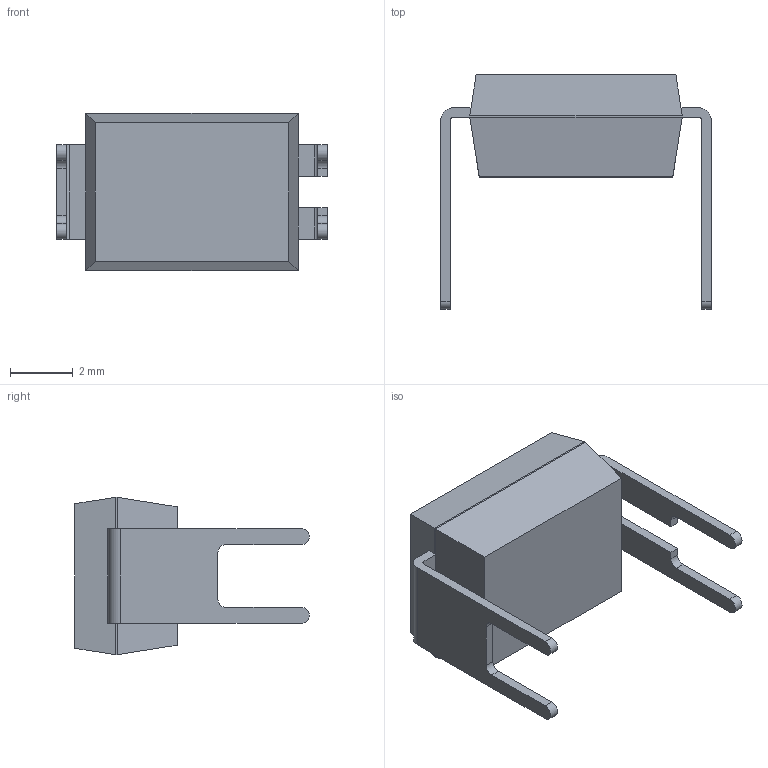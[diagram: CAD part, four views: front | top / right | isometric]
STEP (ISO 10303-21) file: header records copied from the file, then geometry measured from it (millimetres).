
FILE_DESCRIPTION(/* description */ ('TRANSISTOR DE POTENCIA MOSFFET'),/* implementation_level */ '2;1');
FILE_NAME(/* name */ 'TRA-IRFD110.stp',/* time_stamp */ '2020-11-26T07:24:24-03:00',/* author */ ('laguerre'),/* organization */ (''),/* preprocessor_version */ 'ST-DEVELOPER v17',/* originating_system */ 'Autodesk Inventor 2018',/* authorisation */ '');
FILE_SCHEMA (('AUTOMOTIVE_DESIGN { 1 0 10303 214 3 1 1 }'));
Length unit declared in the file: millimetre
Products named in the file (1): 4A-0126.05.65
Bounding box: 8.6 x 7.45 x 5 mm (x, y, z)
Volume: 107.8 mm3; surface area: 198.8 mm2
Topology: 1 solids, 1 shells, 154 faces, 412 edges, 270 vertices
Faces by surface type: plane 111, bspline 29, cylinder 14
Entity records: 5162 total; most frequent: CARTESIAN_POINT 1303, ORIENTED_EDGE 824, DIRECTION 634, EDGE_CURVE 412, LINE 326, VECTOR 326, VERTEX_POINT 270, EDGE_LOOP 164
